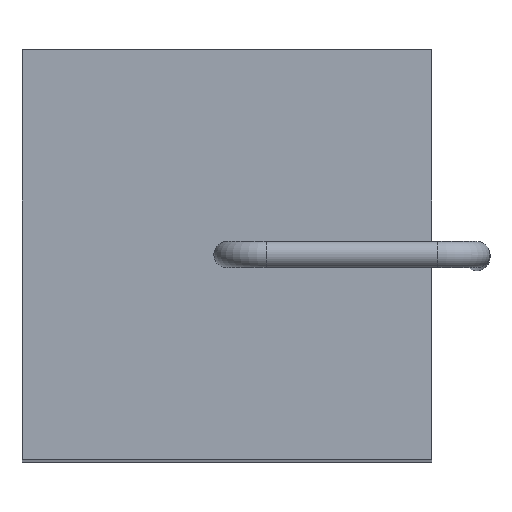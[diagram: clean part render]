
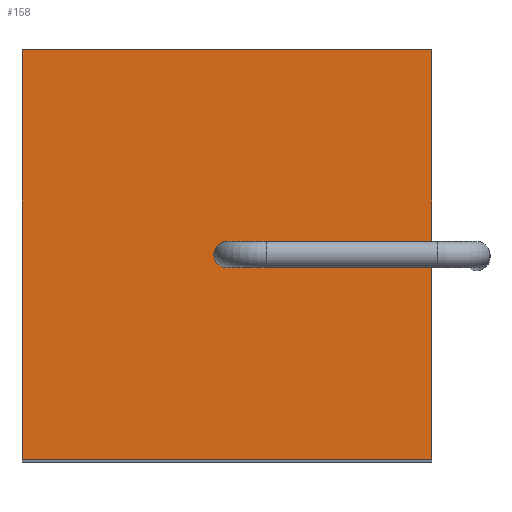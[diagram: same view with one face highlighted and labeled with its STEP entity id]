
A CAD part, top view. The second image highlights one B-rep face of the part: STEP entity #158.
In plain terms, the highlighted planar face has unit normal (0, 0, 1).
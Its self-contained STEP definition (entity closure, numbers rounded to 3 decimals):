
#35 = VERTEX_POINT('',#36);
#36 = CARTESIAN_POINT('',(-6.25,-6.25,49.));
#42 = EDGE_CURVE('',#35,#43,#45,.T.);
#43 = VERTEX_POINT('',#44);
#44 = CARTESIAN_POINT('',(6.25,-6.25,49.));
#45 = LINE('',#46,#47);
#46 = CARTESIAN_POINT('',(-6.25,-6.25,49.));
#47 = VECTOR('',#48,1.);
#48 = DIRECTION('',(1.,0.,0.));
#75 = VERTEX_POINT('',#76);
#76 = CARTESIAN_POINT('',(-6.25,6.25,49.));
#82 = EDGE_CURVE('',#75,#35,#83,.T.);
#83 = LINE('',#84,#85);
#84 = CARTESIAN_POINT('',(-6.25,6.25,49.));
#85 = VECTOR('',#86,1.);
#86 = DIRECTION('',(0.,-1.,0.));
#104 = EDGE_CURVE('',#43,#105,#107,.T.);
#105 = VERTEX_POINT('',#106);
#106 = CARTESIAN_POINT('',(6.25,6.25,49.));
#107 = LINE('',#108,#109);
#108 = CARTESIAN_POINT('',(6.25,-6.25,49.));
#109 = VECTOR('',#110,1.);
#110 = DIRECTION('',(0.,1.,0.));
#158 = ADVANCED_FACE('',(#159,#170),#181,.F.);
#159 = FACE_BOUND('',#160,.F.);
#160 = EDGE_LOOP('',(#161,#162,#163,#169));
#161 = ORIENTED_EDGE('',*,*,#42,.F.);
#162 = ORIENTED_EDGE('',*,*,#82,.F.);
#163 = ORIENTED_EDGE('',*,*,#164,.F.);
#164 = EDGE_CURVE('',#105,#75,#165,.T.);
#165 = LINE('',#166,#167);
#166 = CARTESIAN_POINT('',(6.25,6.25,49.));
#167 = VECTOR('',#168,1.);
#168 = DIRECTION('',(-1.,0.,0.));
#169 = ORIENTED_EDGE('',*,*,#104,.F.);
#170 = FACE_BOUND('',#171,.F.);
#171 = EDGE_LOOP('',(#172));
#172 = ORIENTED_EDGE('',*,*,#173,.T.);
#173 = EDGE_CURVE('',#174,#174,#176,.T.);
#174 = VERTEX_POINT('',#175);
#175 = CARTESIAN_POINT('',(0.4,0.,49.));
#176 = CIRCLE('',#177,0.4);
#177 = AXIS2_PLACEMENT_3D('',#178,#179,#180);
#178 = CARTESIAN_POINT('',(0.,0.,49.));
#179 = DIRECTION('',(0.,0.,1.));
#180 = DIRECTION('',(1.,0.,0.));
#181 = PLANE('',#182);
#182 = AXIS2_PLACEMENT_3D('',#183,#184,#185);
#183 = CARTESIAN_POINT('',(-6.25,-6.25,49.));
#184 = DIRECTION('',(0.,0.,-1.));
#185 = DIRECTION('',(-1.,0.,0.));
